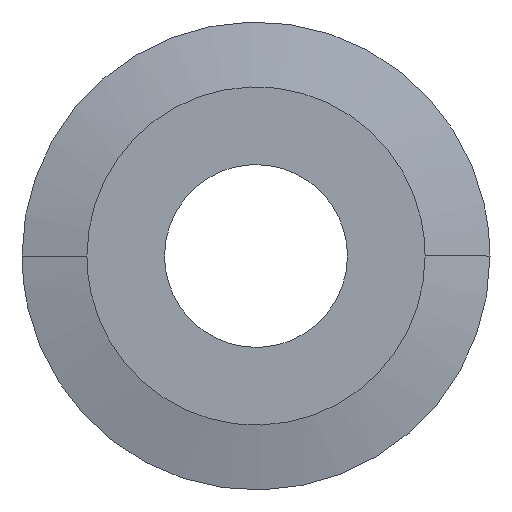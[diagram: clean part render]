
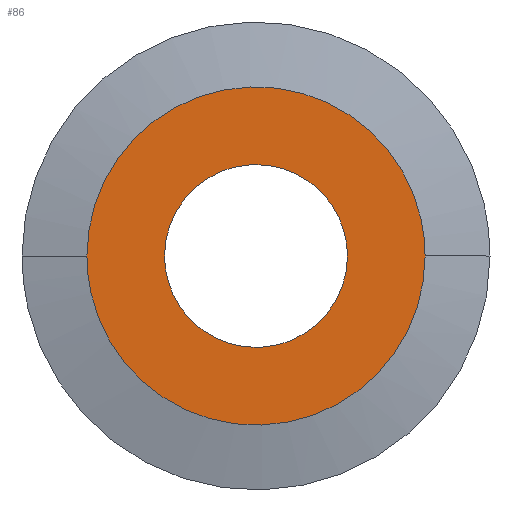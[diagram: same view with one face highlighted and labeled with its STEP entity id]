
A CAD part, left-side view. The second image highlights one B-rep face of the part: STEP entity #86.
In plain terms, the highlighted planar face has unit normal (-1, 0, 0).
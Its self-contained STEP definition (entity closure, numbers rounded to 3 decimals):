
#86=ADVANCED_FACE('',(#206,#207),#208,.F.);
#206=FACE_BOUND('',#460,.T.);
#207=FACE_OUTER_BOUND('',#461,.T.);
#208=PLANE('',#462);
#460=EDGE_LOOP('',(#996,#997));
#461=EDGE_LOOP('',(#998,#999));
#462=AXIS2_PLACEMENT_3D('',#1000,#1001,#1002);
#996=ORIENTED_EDGE('',*,*,#1326,.T.);
#997=ORIENTED_EDGE('',*,*,#1330,.T.);
#998=ORIENTED_EDGE('',*,*,#1338,.F.);
#999=ORIENTED_EDGE('',*,*,#1339,.F.);
#1000=CARTESIAN_POINT('',(-69.3,17.888,17.888));
#1001=DIRECTION('',(1.0,0.0,0.0));
#1002=DIRECTION('',(0.0,-1.0,0.0));
#1326=EDGE_CURVE('',#1506,#1507,#1508,.T.);
#1330=EDGE_CURVE('',#1507,#1506,#1512,.T.);
#1338=EDGE_CURVE('',#1522,#1523,#1524,.T.);
#1339=EDGE_CURVE('',#1523,#1522,#1525,.T.);
#1506=VERTEX_POINT('',#1812);
#1507=VERTEX_POINT('',#1813);
#1508=B_SPLINE_CURVE_WITH_KNOTS('',8,(#1814,#1815,#1816,#1817,#1818,#1819,#1820,#1821,#1822),.UNSPECIFIED.,.F.,.F.,(9,9),(0.,0.029),.UNSPECIFIED.);
#1512=B_SPLINE_CURVE_WITH_KNOTS('',8,(#1828,#1829,#1830,#1831,#1832,#1833,#1834,#1835,#1836),.UNSPECIFIED.,.F.,.F.,(9,9),(0.,0.029),.UNSPECIFIED.);
#1522=VERTEX_POINT('',#1864);
#1523=VERTEX_POINT('',#1865);
#1524=B_SPLINE_CURVE_WITH_KNOTS('',8,(#1866,#1867,#1868,#1869,#1870,#1871,#1872,#1873,#1874),.UNSPECIFIED.,.F.,.F.,(9,9),(0.,0.054),.UNSPECIFIED.);
#1525=B_SPLINE_CURVE_WITH_KNOTS('',8,(#1875,#1876,#1877,#1878,#1879,#1880,#1881,#1882,#1883),.UNSPECIFIED.,.F.,.F.,(9,9),(0.,0.054),.UNSPECIFIED.);
#1812=CARTESIAN_POINT('',(-69.3,9.3,0.));
#1813=CARTESIAN_POINT('',(-69.3,-9.3,0.));
#1814=CARTESIAN_POINT('',(-69.3,9.3,0.));
#1815=CARTESIAN_POINT('',(-69.3,9.3,3.652));
#1816=CARTESIAN_POINT('',(-69.3,7.661,7.304));
#1817=CARTESIAN_POINT('',(-69.3,4.385,10.098));
#1818=CARTESIAN_POINT('',(-69.3,-0.001,11.177));
#1819=CARTESIAN_POINT('',(-69.3,-4.384,10.098));
#1820=CARTESIAN_POINT('',(-69.3,-7.661,7.304));
#1821=CARTESIAN_POINT('',(-69.3,-9.3,3.652));
#1822=CARTESIAN_POINT('',(-69.3,-9.3,0.));
#1828=CARTESIAN_POINT('',(-69.3,-9.3,0.));
#1829=CARTESIAN_POINT('',(-69.3,-9.3,-3.652));
#1830=CARTESIAN_POINT('',(-69.3,-7.661,-7.304));
#1831=CARTESIAN_POINT('',(-69.3,-4.385,-10.098));
#1832=CARTESIAN_POINT('',(-69.3,0.001,-11.177));
#1833=CARTESIAN_POINT('',(-69.3,4.384,-10.098));
#1834=CARTESIAN_POINT('',(-69.3,7.661,-7.304));
#1835=CARTESIAN_POINT('',(-69.3,9.3,-3.652));
#1836=CARTESIAN_POINT('',(-69.3,9.3,0.));
#1864=CARTESIAN_POINT('',(-69.3,-17.2,0.));
#1865=CARTESIAN_POINT('',(-69.3,17.2,0.));
#1866=CARTESIAN_POINT('',(-69.3,-17.2,0.));
#1867=CARTESIAN_POINT('',(-69.3,-17.2,-6.754));
#1868=CARTESIAN_POINT('',(-69.3,-14.169,-13.509));
#1869=CARTESIAN_POINT('',(-69.3,-8.109,-18.676));
#1870=CARTESIAN_POINT('',(-69.3,0.002,-20.671));
#1871=CARTESIAN_POINT('',(-69.3,8.107,-18.676));
#1872=CARTESIAN_POINT('',(-69.3,14.169,-13.509));
#1873=CARTESIAN_POINT('',(-69.3,17.2,-6.754));
#1874=CARTESIAN_POINT('',(-69.3,17.2,0.));
#1875=CARTESIAN_POINT('',(-69.3,17.2,0.));
#1876=CARTESIAN_POINT('',(-69.3,17.2,6.754));
#1877=CARTESIAN_POINT('',(-69.3,14.169,13.509));
#1878=CARTESIAN_POINT('',(-69.3,8.109,18.676));
#1879=CARTESIAN_POINT('',(-69.3,-0.002,20.671));
#1880=CARTESIAN_POINT('',(-69.3,-8.107,18.676));
#1881=CARTESIAN_POINT('',(-69.3,-14.169,13.509));
#1882=CARTESIAN_POINT('',(-69.3,-17.2,6.754));
#1883=CARTESIAN_POINT('',(-69.3,-17.2,0.));
